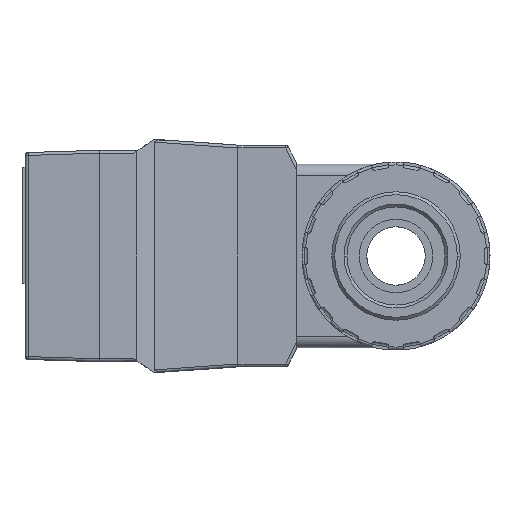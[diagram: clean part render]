
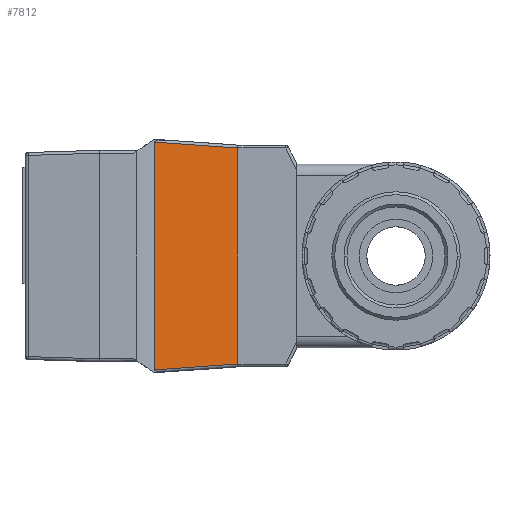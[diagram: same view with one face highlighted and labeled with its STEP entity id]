
A CAD part, left-side view. The second image highlights one B-rep face of the part: STEP entity #7812.
In plain terms, the highlighted planar face has unit normal (-0.998, -0.07, 0).
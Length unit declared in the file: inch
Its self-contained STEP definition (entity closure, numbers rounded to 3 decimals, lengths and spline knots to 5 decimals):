
#223 = CARTESIAN_POINT ( 'NONE',  ( -1., 0.927, -0.1375 ) ) ;
#1015 = EDGE_CURVE ( 'NONE', #18978, #23305, #9096, .T. ) ;
#1481 = VECTOR ( 'NONE', #5588, 39.37008 ) ;
#3051 = ORIENTED_EDGE ( 'NONE', *, *, #17554, .F. ) ;
#3381 = DIRECTION ( 'NONE',  ( 0.998, 0.07, 0. ) ) ;
#4356 = EDGE_CURVE ( 'NONE', #23305, #5801, #6801, .T. ) ;
#4490 = CARTESIAN_POINT ( 'NONE',  ( -1., 0.927, -0.13752 ) ) ;
#4886 = ORIENTED_EDGE ( 'NONE', *, *, #4356, .F. ) ;
#5588 = DIRECTION ( 'NONE',  ( 0., 0., 1. ) ) ;
#5623 = CARTESIAN_POINT ( 'NONE',  ( -1.05, 1.642, -0.18756 ) ) ;
#5801 = VERTEX_POINT ( 'NONE', #5623 ) ;
#5877 = DIRECTION ( 'NONE',  ( -0.07, 0.998, 0. ) ) ;
#6801 = LINE ( 'NONE', #24697, #6838 ) ;
#6838 = VECTOR ( 'NONE', #8930, 39.37008 ) ;
#7271 = LINE ( 'NONE', #9657, #22836 ) ;
#7812 = ADVANCED_FACE ( 'NONE', ( #21539 ), #15966, .F. ) ;
#8361 = CARTESIAN_POINT ( 'NONE',  ( -1., 0.927, -0.13754 ) ) ;
#8930 = DIRECTION ( 'NONE',  ( -0.07, 0.995, -0.07 ) ) ;
#9016 = ORIENTED_EDGE ( 'NONE', *, *, #9676, .F. ) ;
#9093 = EDGE_CURVE ( 'NONE', #12499, #15494, #16742, .T. ) ;
#9096 = B_SPLINE_CURVE_WITH_KNOTS ( 'NONE', 3,
 ( #223, #4490, #8361, #16716 ),
 .UNSPECIFIED., .F., .F.,
 ( 4, 4 ),
 ( 0., 1. ),
 .UNSPECIFIED. ) ;
#9657 = CARTESIAN_POINT ( 'NONE',  ( -1.05, 1.642, 1.76256 ) ) ;
#9676 = EDGE_CURVE ( 'NONE', #13349, #12499, #7271, .T. ) ;
#10474 = CARTESIAN_POINT ( 'NONE',  ( -1., 0.927, -0.1375 ) ) ;
#11737 = CARTESIAN_POINT ( 'NONE',  ( -1., 0.927, 1.71256 ) ) ;
#11794 = ORIENTED_EDGE ( 'NONE', *, *, #9093, .F. ) ;
#11980 = CARTESIAN_POINT ( 'NONE',  ( -1.05, 1.642, 1.7375 ) ) ;
#12499 = VERTEX_POINT ( 'NONE', #24819 ) ;
#13131 = ORIENTED_EDGE ( 'NONE', *, *, #1015, .F. ) ;
#13349 = VERTEX_POINT ( 'NONE', #19313 ) ;
#13579 = CARTESIAN_POINT ( 'NONE',  ( -1., 0.927, 1.71252 ) ) ;
#13827 = CARTESIAN_POINT ( 'NONE',  ( -1., 0.927, 1.7125 ) ) ;
#15494 = VERTEX_POINT ( 'NONE', #25706 ) ;
#15966 = PLANE ( 'NONE',  #24044 ) ;
#16716 = CARTESIAN_POINT ( 'NONE',  ( -1., 0.927, -0.13756 ) ) ;
#16742 = B_SPLINE_CURVE_WITH_KNOTS ( 'NONE', 3,
 ( #11737, #19793, #13579, #13827 ),
 .UNSPECIFIED., .F., .F.,
 ( 4, 4 ),
 ( 0., 1. ),
 .UNSPECIFIED. ) ;
#17554 = EDGE_CURVE ( 'NONE', #5801, #13349, #17676, .T. ) ;
#17676 = LINE ( 'NONE', #11980, #1481 ) ;
#18822 = EDGE_LOOP ( 'NONE', ( #3051, #4886, #13131, #26247, #11794, #9016 ) ) ;
#18978 = VERTEX_POINT ( 'NONE', #10474 ) ;
#19313 = CARTESIAN_POINT ( 'NONE',  ( -1.05, 1.642, 1.76256 ) ) ;
#19778 = VECTOR ( 'NONE', #20906, 39.37008 ) ;
#19793 = CARTESIAN_POINT ( 'NONE',  ( -1., 0.927, 1.71254 ) ) ;
#20095 = DIRECTION ( 'NONE',  ( 0.07, -0.995, -0.07 ) ) ;
#20906 = DIRECTION ( 'NONE',  ( 0., 0., -1. ) ) ;
#21539 = FACE_OUTER_BOUND ( 'NONE', #18822, .T. ) ;
#21960 = CARTESIAN_POINT ( 'NONE',  ( -1., 0.927, -0.13756 ) ) ;
#22836 = VECTOR ( 'NONE', #20095, 39.37008 ) ;
#23032 = CARTESIAN_POINT ( 'NONE',  ( -1., 0.927, 1.7375 ) ) ;
#23305 = VERTEX_POINT ( 'NONE', #21960 ) ;
#23436 = LINE ( 'NONE', #23032, #19778 ) ;
#24044 = AXIS2_PLACEMENT_3D ( 'NONE', #24053, #3381, #5877 ) ;
#24053 = CARTESIAN_POINT ( 'NONE',  ( -1., 0.927, 1.7375 ) ) ;
#24697 = CARTESIAN_POINT ( 'NONE',  ( -1., 0.927, -0.13756 ) ) ;
#24819 = CARTESIAN_POINT ( 'NONE',  ( -1., 0.927, 1.71256 ) ) ;
#25430 = EDGE_CURVE ( 'NONE', #15494, #18978, #23436, .T. ) ;
#25706 = CARTESIAN_POINT ( 'NONE',  ( -1., 0.927, 1.7125 ) ) ;
#26247 = ORIENTED_EDGE ( 'NONE', *, *, #25430, .F. ) ;
